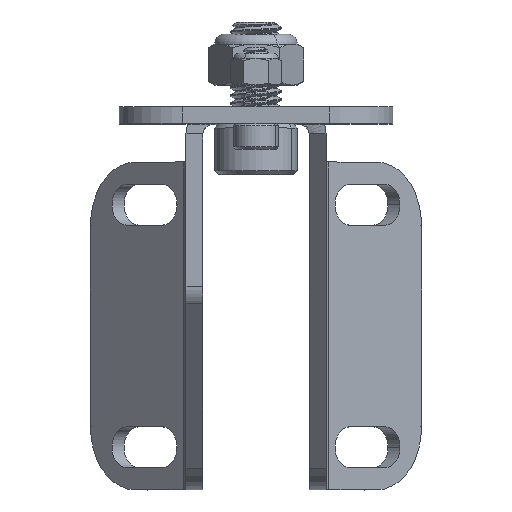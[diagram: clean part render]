
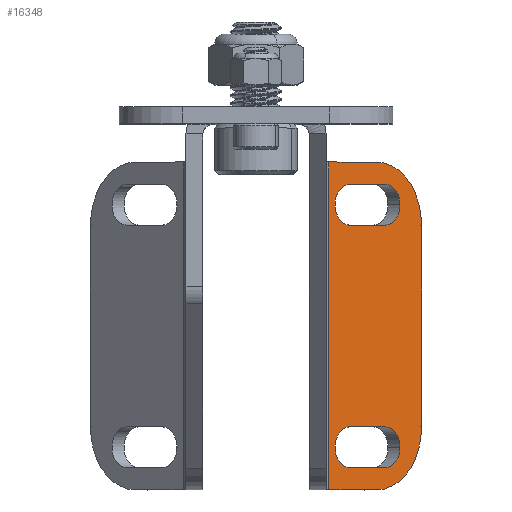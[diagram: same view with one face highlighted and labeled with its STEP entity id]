
A CAD part, top view. The second image highlights one B-rep face of the part: STEP entity #16348.
In plain terms, the highlighted planar face has unit normal (0.707, 0, 0.707).
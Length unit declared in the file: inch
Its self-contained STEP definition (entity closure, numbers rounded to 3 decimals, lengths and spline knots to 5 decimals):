
#22 = LINE ( 'NONE', #16575, #4320 ) ;
#23 = AXIS2_PLACEMENT_3D ( 'NONE', #16067, #6652, #2236 ) ;
#173 = DIRECTION ( 'NONE',  ( 0.707, 0., -0.707 ) ) ;
#281 = CARTESIAN_POINT ( 'NONE',  ( 0.5782, -0.72441, -3.44828 ) ) ;
#335 = EDGE_CURVE ( 'NONE', #11246, #14000, #12776, .T. ) ;
#372 = DIRECTION ( 'NONE',  ( 0.707, 0., -0.707 ) ) ;
#527 = CARTESIAN_POINT ( 'NONE',  ( 0.5782, -2.22441, -3.44828 ) ) ;
#883 = CARTESIAN_POINT ( 'NONE',  ( 0.5782, -0.59843, -3.44828 ) ) ;
#922 = AXIS2_PLACEMENT_3D ( 'NONE', #10214, #15263, #8382 ) ;
#959 = CIRCLE ( 'NONE', #15700, 0.12598 ) ;
#1069 = CARTESIAN_POINT ( 'NONE',  ( 0.45037, -0.33465, -3.32045 ) ) ;
#1128 = DIRECTION ( 'NONE',  ( 0.707, 0., -0.707 ) ) ;
#1326 = DIRECTION ( 'NONE',  ( 0.707, 0., 0.707 ) ) ;
#1369 = DIRECTION ( 'NONE',  ( 0.707, 0., -0.707 ) ) ;
#1483 = ORIENTED_EDGE ( 'NONE', *, *, #335, .T. ) ;
#1670 = CARTESIAN_POINT ( 'NONE',  ( 1.02362, -1.9685, -3.8937 ) ) ;
#1833 = CIRCLE ( 'NONE', #11941, 0.12598 ) ;
#1853 = CARTESIAN_POINT ( 'NONE',  ( 0.80091, -0.59843, -3.67099 ) ) ;
#1979 = EDGE_CURVE ( 'NONE', #11460, #15763, #959, .T. ) ;
#1998 = EDGE_CURVE ( 'NONE', #15763, #2932, #3003, .T. ) ;
#2024 = ORIENTED_EDGE ( 'NONE', *, *, #1979, .F. ) ;
#2236 = DIRECTION ( 'NONE',  ( 0.707, 0., -0.707 ) ) ;
#2270 = CIRCLE ( 'NONE', #2565, 0.12598 ) ;
#2438 = CARTESIAN_POINT ( 'NONE',  ( 1.02362, -0.72835, -3.8937 ) ) ;
#2565 = AXIS2_PLACEMENT_3D ( 'NONE', #883, #3863, #10660 ) ;
#2683 = EDGE_CURVE ( 'NONE', #8173, #10991, #1833, .T. ) ;
#2932 = VERTEX_POINT ( 'NONE', #3886 ) ;
#3003 = CIRCLE ( 'NONE', #4714, 0.12598 ) ;
#3058 = EDGE_CURVE ( 'NONE', #9688, #6073, #13385, .T. ) ;
#3266 = CARTESIAN_POINT ( 'NONE',  ( -1.42281, 0., -1.44727 ) ) ;
#3630 = EDGE_CURVE ( 'NONE', #11246, #11738, #3859, .T. ) ;
#3733 = ORIENTED_EDGE ( 'NONE', *, *, #2683, .F. ) ;
#3744 = DIRECTION ( 'NONE',  ( 0.707, 0., 0.707 ) ) ;
#3859 = LINE ( 'NONE', #13629, #6467 ) ;
#3863 = DIRECTION ( 'NONE',  ( 0.707, 0., 0.707 ) ) ;
#3886 = CARTESIAN_POINT ( 'NONE',  ( 0.80091, -1.97244, -3.67099 ) ) ;
#3969 = CIRCLE ( 'NONE', #5407, 0.12598 ) ;
#4156 = DIRECTION ( 'NONE',  ( 0.707, 0., 0.707 ) ) ;
#4320 = VECTOR ( 'NONE', #5535, 39.37008 ) ;
#4322 = VECTOR ( 'NONE', #10783, 39.37008 ) ;
#4714 = AXIS2_PLACEMENT_3D ( 'NONE', #14973, #8094, #13616 ) ;
#4981 = EDGE_CURVE ( 'NONE', #7370, #16542, #17628, .T. ) ;
#5184 = EDGE_CURVE ( 'NONE', #8173, #2932, #11062, .T. ) ;
#5407 = AXIS2_PLACEMENT_3D ( 'NONE', #1853, #10266, #7441 ) ;
#5472 = CARTESIAN_POINT ( 'NONE',  ( 0.5782, -2.22441, -3.44828 ) ) ;
#5535 = DIRECTION ( 'NONE',  ( 0.707, 0., -0.707 ) ) ;
#5696 = CARTESIAN_POINT ( 'NONE',  ( 0.5782, -1.97244, -3.44828 ) ) ;
#5817 = CARTESIAN_POINT ( 'NONE',  ( 0.89, -0.59843, -3.76007 ) ) ;
#6073 = VERTEX_POINT ( 'NONE', #5817 ) ;
#6270 = ORIENTED_EDGE ( 'NONE', *, *, #3058, .F. ) ;
#6467 = VECTOR ( 'NONE', #12193, 39.37008 ) ;
#6652 = DIRECTION ( 'NONE',  ( 0.707, 0., 0.707 ) ) ;
#6653 = LINE ( 'NONE', #5472, #7756 ) ;
#7370 = VERTEX_POINT ( 'NONE', #9815 ) ;
#7434 = CARTESIAN_POINT ( 'NONE',  ( 0.74523, -0.33465, -3.61531 ) ) ;
#7441 = DIRECTION ( 'NONE',  ( 0.707, 0., -0.707 ) ) ;
#7521 = VERTEX_POINT ( 'NONE', #11615 ) ;
#7610 = EDGE_CURVE ( 'NONE', #13013, #14000, #22, .T. ) ;
#7651 = CARTESIAN_POINT ( 'NONE',  ( 0.5782, -0.72441, -3.44828 ) ) ;
#7756 = VECTOR ( 'NONE', #17673, 39.37008 ) ;
#7770 = CARTESIAN_POINT ( 'NONE',  ( 0.43307, -2.3622, -3.30315 ) ) ;
#7883 = EDGE_CURVE ( 'NONE', #7370, #16739, #2270, .T. ) ;
#8061 = VECTOR ( 'NONE', #16656, 39.37008 ) ;
#8094 = DIRECTION ( 'NONE',  ( 0.707, 0., 0.707 ) ) ;
#8173 = VERTEX_POINT ( 'NONE', #14870 ) ;
#8184 = VERTEX_POINT ( 'NONE', #12063 ) ;
#8197 = FACE_OUTER_BOUND ( 'NONE', #14941, .T. ) ;
#8273 = ORIENTED_EDGE ( 'NONE', *, *, #7610, .F. ) ;
#8382 = DIRECTION ( 'NONE',  ( 0.707, 0., -0.707 ) ) ;
#8702 = FACE_BOUND ( 'NONE', #10609, .T. ) ;
#9030 = EDGE_CURVE ( 'NONE', #10991, #11460, #6653, .T. ) ;
#9231 = CARTESIAN_POINT ( 'NONE',  ( 0.80091, -0.72441, -3.67099 ) ) ;
#9293 = AXIS2_PLACEMENT_3D ( 'NONE', #3266, #1326, #17855 ) ;
#9342 = ORIENTED_EDGE ( 'NONE', *, *, #1998, .F. ) ;
#9688 = VERTEX_POINT ( 'NONE', #9231 ) ;
#9815 = CARTESIAN_POINT ( 'NONE',  ( 0.5782, -0.47244, -3.44828 ) ) ;
#10214 = CARTESIAN_POINT ( 'NONE',  ( 0.74523, -0.72835, -3.61531 ) ) ;
#10247 = EDGE_CURVE ( 'NONE', #6073, #16542, #3969, .T. ) ;
#10257 = LINE ( 'NONE', #15681, #17878 ) ;
#10266 = DIRECTION ( 'NONE',  ( 0.707, 0., 0.707 ) ) ;
#10609 = EDGE_LOOP ( 'NONE', ( #16760, #16274, #13471, #12651, #6270 ) ) ;
#10660 = DIRECTION ( 'NONE',  ( 0.707, 0., -0.707 ) ) ;
#10783 = DIRECTION ( 'NONE',  ( 0.707, 0., -0.707 ) ) ;
#10991 = VERTEX_POINT ( 'NONE', #527 ) ;
#11062 = LINE ( 'NONE', #5696, #8061 ) ;
#11087 = ORIENTED_EDGE ( 'NONE', *, *, #14581, .F. ) ;
#11246 = VERTEX_POINT ( 'NONE', #2438 ) ;
#11460 = VERTEX_POINT ( 'NONE', #11605 ) ;
#11498 = ORIENTED_EDGE ( 'NONE', *, *, #15272, .T. ) ;
#11605 = CARTESIAN_POINT ( 'NONE',  ( 0.80091, -2.22441, -3.67099 ) ) ;
#11615 = CARTESIAN_POINT ( 'NONE',  ( 0.74523, -2.3622, -3.61531 ) ) ;
#11738 = VERTEX_POINT ( 'NONE', #1670 ) ;
#11941 = AXIS2_PLACEMENT_3D ( 'NONE', #13663, #16880, #1369 ) ;
#12063 = CARTESIAN_POINT ( 'NONE',  ( 0.45037, -2.3622, -3.32045 ) ) ;
#12066 = CARTESIAN_POINT ( 'NONE',  ( 0.89, -2.09843, -3.76007 ) ) ;
#12108 = ORIENTED_EDGE ( 'NONE', *, *, #13999, .F. ) ;
#12193 = DIRECTION ( 'NONE',  ( 0., -1., 0. ) ) ;
#12385 = ORIENTED_EDGE ( 'NONE', *, *, #3630, .F. ) ;
#12429 = VECTOR ( 'NONE', #13289, 39.37008 ) ;
#12651 = ORIENTED_EDGE ( 'NONE', *, *, #10247, .F. ) ;
#12679 = LINE ( 'NONE', #281, #15588 ) ;
#12776 = CIRCLE ( 'NONE', #922, 0.3937 ) ;
#13013 = VERTEX_POINT ( 'NONE', #1069 ) ;
#13289 = DIRECTION ( 'NONE',  ( -0.707, 0., 0.707 ) ) ;
#13385 = CIRCLE ( 'NONE', #15713, 0.12598 ) ;
#13471 = ORIENTED_EDGE ( 'NONE', *, *, #4981, .T. ) ;
#13515 = CARTESIAN_POINT ( 'NONE',  ( 0.80091, -2.09843, -3.67099 ) ) ;
#13616 = DIRECTION ( 'NONE',  ( 0.707, 0., -0.707 ) ) ;
#13629 = CARTESIAN_POINT ( 'NONE',  ( 1.02362, -2.3622, -3.8937 ) ) ;
#13663 = CARTESIAN_POINT ( 'NONE',  ( 0.5782, -2.09843, -3.44828 ) ) ;
#13999 = EDGE_CURVE ( 'NONE', #8184, #13013, #10257, .T. ) ;
#14000 = VERTEX_POINT ( 'NONE', #7434 ) ;
#14215 = FACE_BOUND ( 'NONE', #15951, .T. ) ;
#14466 = EDGE_CURVE ( 'NONE', #16739, #9688, #12679, .T. ) ;
#14581 = EDGE_CURVE ( 'NONE', #7521, #8184, #17346, .T. ) ;
#14851 = CARTESIAN_POINT ( 'NONE',  ( 0.5782, -0.47244, -3.44828 ) ) ;
#14870 = CARTESIAN_POINT ( 'NONE',  ( 0.5782, -1.97244, -3.44828 ) ) ;
#14941 = EDGE_LOOP ( 'NONE', ( #11087, #11498, #12385, #1483, #8273, #12108 ) ) ;
#14973 = CARTESIAN_POINT ( 'NONE',  ( 0.80091, -2.09843, -3.67099 ) ) ;
#15123 = CARTESIAN_POINT ( 'NONE',  ( 0.80091, -0.47244, -3.67099 ) ) ;
#15156 = ORIENTED_EDGE ( 'NONE', *, *, #5184, .T. ) ;
#15201 = CARTESIAN_POINT ( 'NONE',  ( 0.80091, -0.59843, -3.67099 ) ) ;
#15263 = DIRECTION ( 'NONE',  ( 0.707, 0., 0.707 ) ) ;
#15272 = EDGE_CURVE ( 'NONE', #7521, #11738, #17318, .T. ) ;
#15588 = VECTOR ( 'NONE', #372, 39.37008 ) ;
#15663 = PLANE ( 'NONE',  #9293 ) ;
#15681 = CARTESIAN_POINT ( 'NONE',  ( 0.45037, -2.3622, -3.32045 ) ) ;
#15700 = AXIS2_PLACEMENT_3D ( 'NONE', #13515, #3744, #1128 ) ;
#15713 = AXIS2_PLACEMENT_3D ( 'NONE', #15201, #4156, #173 ) ;
#15762 = DIRECTION ( 'NONE',  ( 0., 1., 0. ) ) ;
#15763 = VERTEX_POINT ( 'NONE', #12066 ) ;
#15951 = EDGE_LOOP ( 'NONE', ( #3733, #15156, #9342, #2024, #16805 ) ) ;
#16067 = CARTESIAN_POINT ( 'NONE',  ( 0.74523, -1.9685, -3.61531 ) ) ;
#16274 = ORIENTED_EDGE ( 'NONE', *, *, #7883, .F. ) ;
#16348 = ADVANCED_FACE ( 'NONE', ( #8702, #8197, #14215 ), #15663, .T. ) ;
#16542 = VERTEX_POINT ( 'NONE', #15123 ) ;
#16575 = CARTESIAN_POINT ( 'NONE',  ( 1.02362, -0.33465, -3.8937 ) ) ;
#16656 = DIRECTION ( 'NONE',  ( 0.707, 0., -0.707 ) ) ;
#16739 = VERTEX_POINT ( 'NONE', #7651 ) ;
#16760 = ORIENTED_EDGE ( 'NONE', *, *, #14466, .F. ) ;
#16805 = ORIENTED_EDGE ( 'NONE', *, *, #9030, .F. ) ;
#16880 = DIRECTION ( 'NONE',  ( 0.707, 0., 0.707 ) ) ;
#17318 = CIRCLE ( 'NONE', #23, 0.3937 ) ;
#17346 = LINE ( 'NONE', #7770, #12429 ) ;
#17628 = LINE ( 'NONE', #14851, #4322 ) ;
#17673 = DIRECTION ( 'NONE',  ( 0.707, 0., -0.707 ) ) ;
#17855 = DIRECTION ( 'NONE',  ( 0.707, 0., -0.707 ) ) ;
#17878 = VECTOR ( 'NONE', #15762, 39.37008 ) ;
